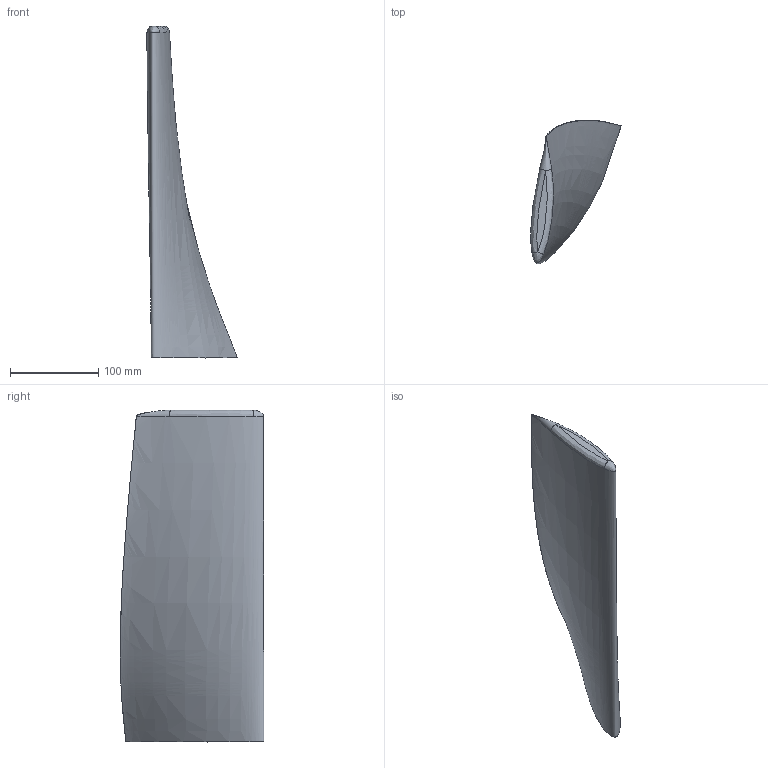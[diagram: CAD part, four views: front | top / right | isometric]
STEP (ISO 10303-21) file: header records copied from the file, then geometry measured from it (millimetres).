
FILE_DESCRIPTION(/* description */ (''),/* implementation_level */ '2;1');
FILE_NAME(/* name */ '3 Blade Rotor v12.step',/* time_stamp */ '2020-10-14T22:01:39+01:00',/* author */ (''),/* organization */ (''),/* preprocessor_version */ 'ST-DEVELOPER v18.1',/* originating_system */ 'Autodesk Translation Framework v9.3.0.1241',/* authorisation */ '');
FILE_SCHEMA (('AUTOMOTIVE_DESIGN { 1 0 10303 214 3 1 1 }'));
Length unit declared in the file: millimetre
Products named in the file (1): 3 Blade Rotor
Bounding box: 102.72 x 163.13 x 377.24 mm (x, y, z)
Volume: 836341.3 mm3; surface area: 224936.9 mm2
Topology: 1 solids, 6 shells, 40 faces, 83 edges, 53 vertices
Faces by surface type: plane 19, bspline 15, cone 3, cylinder 3
Full cylindrical faces by diameter (mm): 9 x3
Entity records: 10558 total; most frequent: CARTESIAN_POINT 9827, ORIENTED_EDGE 158, DIRECTION 88, EDGE_CURVE 79, VERTEX_POINT 54, B_SPLINE_CURVE_WITH_KNOTS 50, EDGE_LOOP 43, FACE_OUTER_BOUND 40
